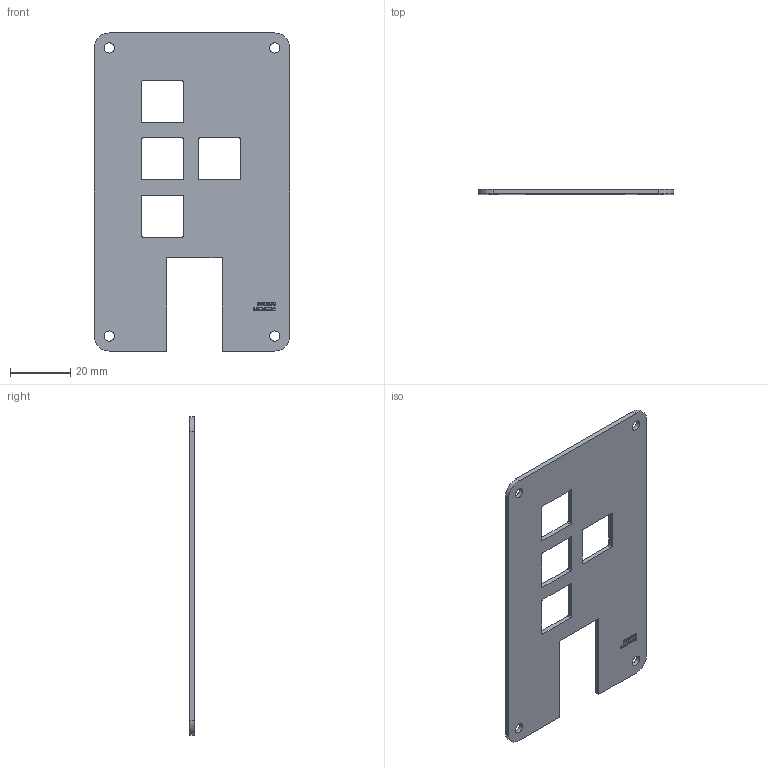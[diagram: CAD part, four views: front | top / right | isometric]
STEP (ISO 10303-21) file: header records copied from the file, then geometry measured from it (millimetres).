
FILE_DESCRIPTION(/* description */ (''),/* implementation_level */ '2;1');
FILE_NAME(/* name */ 'HackpadTopCase.step',/* time_stamp */ '2025-11-29T21:49:06+11:00',/* author */ (''),/* organization */ (''),/* preprocessor_version */ 'ST-DEVELOPER v20.1',/* originating_system */ 'Autodesk Translation Framework v14.21.0.0',/* authorisation */ '');
FILE_SCHEMA (('AUTOMOTIVE_DESIGN { 1 0 10303 214 3 1 1 }'));
Length unit declared in the file: millimetre
Products named in the file (2): HackpadTop; HackpadTop_1
Assembly tree (1 placements, depth 2):
  HackpadTop
    HackpadTop_1
Bounding box: 65.1 x 1.5 x 105.9 mm (x, y, z)
Volume: 8218.4 mm3; surface area: 11960.8 mm2
Topology: 1 solids, 1 shells, 381 faces, 1065 edges, 710 vertices
Faces by surface type: plane 199, bspline 158, cylinder 24
Full cylindrical faces by diameter (mm): 3.4 x4
Entity records: 13692 total; most frequent: CARTESIAN_POINT 4845, ORIENTED_EDGE 2130, DIRECTION 1249, EDGE_CURVE 1065, VERTEX_POINT 710, LINE 701, VECTOR 701, EDGE_LOOP 421
